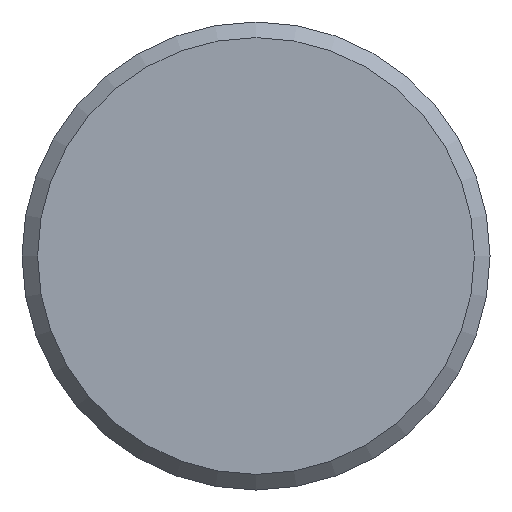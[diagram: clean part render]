
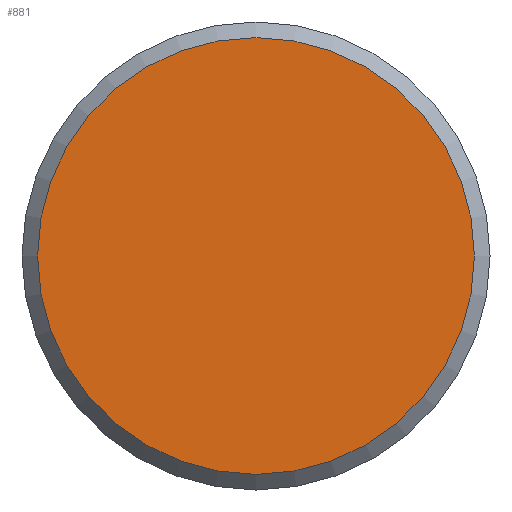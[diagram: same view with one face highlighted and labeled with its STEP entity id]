
A CAD part, front view. The second image highlights one B-rep face of the part: STEP entity #881.
In plain terms, the highlighted planar face has unit normal (0, -1, 0).
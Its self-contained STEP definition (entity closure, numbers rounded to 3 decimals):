
#141=PLANE('',#983);
#173=FACE_OUTER_BOUND('',#232,.T.);
#232=EDGE_LOOP('',(#627));
#312=CIRCLE('',#977,14.);
#387=VERTEX_POINT('',#6716);
#475=EDGE_CURVE('',#387,#387,#312,.T.);
#627=ORIENTED_EDGE('',*,*,#475,.F.);
#881=ADVANCED_FACE('',(#173),#141,.T.);
#977=AXIS2_PLACEMENT_3D('',#6717,#1148,#1149);
#983=AXIS2_PLACEMENT_3D('',#6729,#1162,#1163);
#1148=DIRECTION('center_axis',(0.,1.,0.));
#1149=DIRECTION('ref_axis',(-1.,0.,0.));
#1162=DIRECTION('center_axis',(0.,-1.,0.));
#1163=DIRECTION('ref_axis',(0.,0.,-1.));
#6716=CARTESIAN_POINT('',(14.,0.,0.));
#6717=CARTESIAN_POINT('Origin',(0.,0.,
0.));
#6729=CARTESIAN_POINT('Origin',(7.5,0.,0.));
